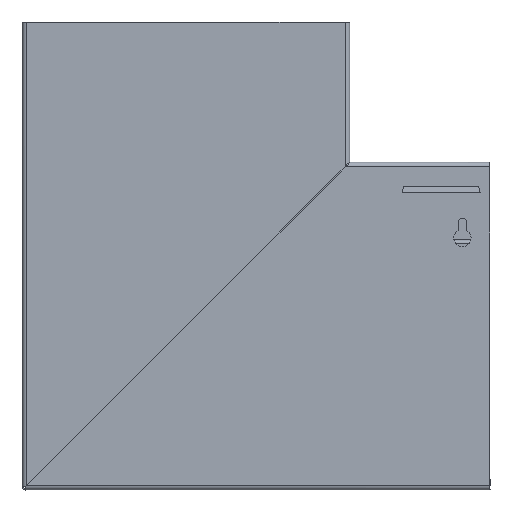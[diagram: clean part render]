
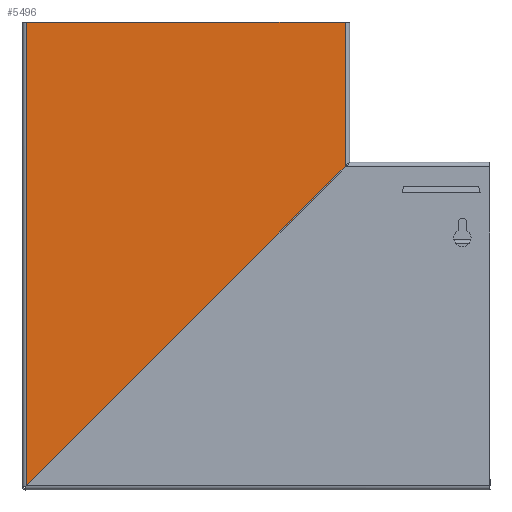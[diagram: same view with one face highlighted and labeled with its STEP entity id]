
A CAD part, left-side view. The second image highlights one B-rep face of the part: STEP entity #5496.
In plain terms, the highlighted planar face has unit normal (-1, 0, 0).
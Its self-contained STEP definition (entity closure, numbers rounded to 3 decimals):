
#89 = PLANE ( 'NONE',  #4712 ) ;
#373 = CARTESIAN_POINT ( 'NONE',  ( 0., 117., 298.9 ) ) ;
#1086 = VERTEX_POINT ( 'NONE', #3420 ) ;
#1145 = LINE ( 'NONE', #1734, #2301 ) ;
#1225 = ORIENTED_EDGE ( 'NONE', *, *, #4792, .F. ) ;
#1428 = VECTOR ( 'NONE', #6191, 1000. ) ;
#1618 = ORIENTED_EDGE ( 'NONE', *, *, #2659, .T. ) ;
#1734 = CARTESIAN_POINT ( 'NONE',  ( 0., -87., 298.9 ) ) ;
#2009 = EDGE_LOOP ( 'NONE', ( #1225, #5400, #1618, #2628 ) ) ;
#2301 = VECTOR ( 'NONE', #3765, 1000. ) ;
#2455 = LINE ( 'NONE', #3366, #1428 ) ;
#2628 = ORIENTED_EDGE ( 'NONE', *, *, #8993, .T. ) ;
#2659 = EDGE_CURVE ( 'NONE', #1086, #8554, #1145, .T. ) ;
#3366 = CARTESIAN_POINT ( 'NONE',  ( 0., -133.45, 252.45 ) ) ;
#3420 = CARTESIAN_POINT ( 'NONE',  ( 0., -87., 298.9 ) ) ;
#3765 = DIRECTION ( 'NONE',  ( 0., 1., 0. ) ) ;
#4220 = LINE ( 'NONE', #8561, #6074 ) ;
#4250 = LINE ( 'NONE', #8160, #7803 ) ;
#4712 = AXIS2_PLACEMENT_3D ( 'NONE', #5805, #6654, #7195 ) ;
#4792 = EDGE_CURVE ( 'NONE', #8271, #6256, #2455, .T. ) ;
#5400 = ORIENTED_EDGE ( 'NONE', *, *, #8764, .F. ) ;
#5496 = ADVANCED_FACE ( 'NONE', ( #7380 ), #89, .T. ) ;
#5524 = CARTESIAN_POINT ( 'NONE',  ( 0., -87., 206.001 ) ) ;
#5805 = CARTESIAN_POINT ( 'NONE',  ( 0., -87., 298.9 ) ) ;
#6074 = VECTOR ( 'NONE', #6691, 1000. ) ;
#6191 = DIRECTION ( 'NONE',  ( 0., 0.707, -0.707 ) ) ;
#6256 = VERTEX_POINT ( 'NONE', #6537 ) ;
#6537 = CARTESIAN_POINT ( 'NONE',  ( 0., 117., 2.001 ) ) ;
#6654 = DIRECTION ( 'NONE',  ( -1., 0., 0. ) ) ;
#6691 = DIRECTION ( 'NONE',  ( 0., 0., -1. ) ) ;
#7195 = DIRECTION ( 'NONE',  ( 0., 0., 1. ) ) ;
#7380 = FACE_OUTER_BOUND ( 'NONE', #2009, .T. ) ;
#7521 = DIRECTION ( 'NONE',  ( 0., 0., -1. ) ) ;
#7803 = VECTOR ( 'NONE', #7521, 1000. ) ;
#8160 = CARTESIAN_POINT ( 'NONE',  ( 0., -87., 298.9 ) ) ;
#8271 = VERTEX_POINT ( 'NONE', #5524 ) ;
#8554 = VERTEX_POINT ( 'NONE', #373 ) ;
#8561 = CARTESIAN_POINT ( 'NONE',  ( 0., 117., 298.9 ) ) ;
#8764 = EDGE_CURVE ( 'NONE', #1086, #8271, #4250, .T. ) ;
#8993 = EDGE_CURVE ( 'NONE', #8554, #6256, #4220, .T. ) ;
